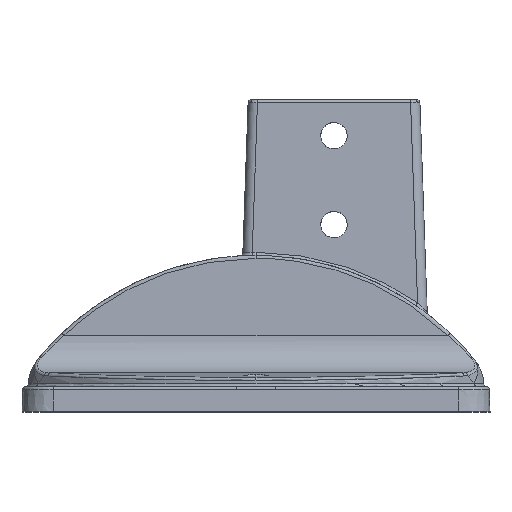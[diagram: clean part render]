
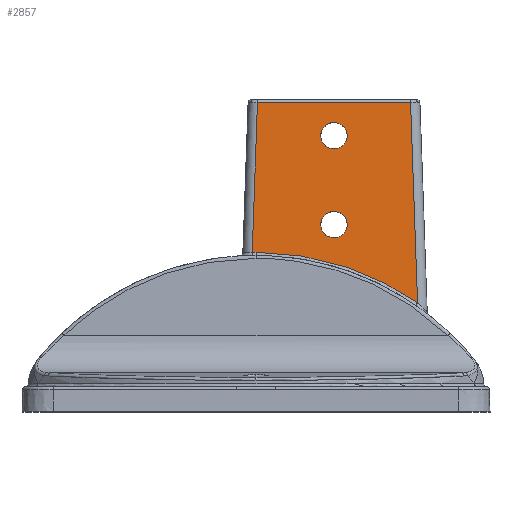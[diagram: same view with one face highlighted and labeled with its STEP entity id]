
A CAD part, top view. The second image highlights one B-rep face of the part: STEP entity #2857.
In plain terms, the highlighted planar face has unit normal (0, 0.035, 0.999).
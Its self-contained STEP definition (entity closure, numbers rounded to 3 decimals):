
#97 = VERTEX_POINT ( 'NONE', #6039 ) ;
#409 = VECTOR ( 'NONE', #452, 1000. ) ;
#448 = DIRECTION ( 'NONE',  ( -0.035, -0.999, 0.035 ) ) ;
#452 = DIRECTION ( 'NONE',  ( -1., 0., 0. ) ) ;
#753 = CARTESIAN_POINT ( 'NONE',  ( 4.25, 97.001, 27.605 ) ) ;
#758 = CARTESIAN_POINT ( 'NONE',  ( 4.25, 60.001, 28.897 ) ) ;
#795 = CARTESIAN_POINT ( 'NONE',  ( -24.536, 99.035, 27.534 ) ) ;
#967 = ORIENTED_EDGE ( 'NONE', *, *, #2611, .T. ) ;
#1146 = EDGE_CURVE ( 'NONE', #9523, #6913, #5993, .T. ) ;
#1333 = ORIENTED_EDGE ( 'NONE', *, *, #9274, .T. ) ;
#1522 = CARTESIAN_POINT ( 'NONE',  ( 4.25, 88.501, 27.902 ) ) ;
#1618 = CARTESIAN_POINT ( 'NONE',  ( -4.25, 51.501, 29.194 ) ) ;
#1659 = EDGE_CURVE ( 'NONE', #4405, #8800, #7129, .T. ) ;
#1778 = CARTESIAN_POINT ( 'NONE',  ( 11.442, 45.527, 29.402 ) ) ;
#1860 = CARTESIAN_POINT ( 'NONE',  ( 4.25, 68.501, 28.6 ) ) ;
#1903 = CARTESIAN_POINT ( 'NONE',  ( -4.25, 80.001, 28.198 ) ) ;
#1925 = CARTESIAN_POINT ( 'NONE',  ( -27.5, 100., 27.5 ) ) ;
#1941 = CARTESIAN_POINT ( 'NONE',  ( -24.505, 99.896, 27.504 ) ) ;
#2213 = FACE_OUTER_BOUND ( 'NONE', #7228, .T. ) ;
#2234 = CARTESIAN_POINT ( 'NONE',  ( -26.21, 51.075, 29.208 ) ) ;
#2349 = CARTESIAN_POINT ( 'NONE',  ( -4.25, 88.501, 27.902 ) ) ;
#2611 = EDGE_CURVE ( 'NONE', #4423, #7047, #5062, .T. ) ;
#2622 = CARTESIAN_POINT ( 'NONE',  ( 4.25, 80.001, 28.198 ) ) ;
#2666 = LINE ( 'NONE', #8035, #409 ) ;
#2693 = DIRECTION ( 'NONE',  ( 0., -0.999, 0.035 ) ) ;
#2857 = ADVANCED_FACE ( 'NONE', ( #6265, #8056, #2213 ), #4164, .T. ) ;
#3108 = LINE ( 'NONE', #5215, #8725 ) ;
#3229 = ORIENTED_EDGE ( 'NONE', *, *, #5022, .T. ) ;
#3258 = ORIENTED_EDGE ( 'NONE', *, *, #5093, .T. ) ;
#3493 =( BOUNDED_CURVE ( )  B_SPLINE_CURVE ( 3, ( #9375, #4786, #1778, #7101 ),
 .UNSPECIFIED., .F., .T. ) 
 B_SPLINE_CURVE_WITH_KNOTS ( ( 4, 4 ),
 ( 0., 0.605 ),
 .UNSPECIFIED. ) 
 CURVE ( )  GEOMETRIC_REPRESENTATION_ITEM ( )  RATIONAL_B_SPLINE_CURVE ( ( 1., 0.97, 0.97, 1. ) ) 
 REPRESENTATION_ITEM ( '' )  );
#3786 = CARTESIAN_POINT ( 'NONE',  ( -4.25, 97.001, 27.605 ) ) ;
#4017 = CARTESIAN_POINT ( 'NONE',  ( -4.25, 60.001, 28.897 ) ) ;
#4095 =( BOUNDED_CURVE ( )  B_SPLINE_CURVE ( 3, ( #5645, #7857, #1860, #7185 ),
 .UNSPECIFIED., .F., .F. ) 
 B_SPLINE_CURVE_WITH_KNOTS ( ( 4, 4 ),
 ( 1.571, 4.712 ),
 .UNSPECIFIED. ) 
 CURVE ( )  GEOMETRIC_REPRESENTATION_ITEM ( )  RATIONAL_B_SPLINE_CURVE ( ( 1., 0.333, 0.333, 1. ) ) 
 REPRESENTATION_ITEM ( '' )  );
#4164 = PLANE ( 'NONE',  #5303 ) ;
#4377 =( BOUNDED_CURVE ( )  B_SPLINE_CURVE ( 3, ( #2234, #5255, #9831, #7576 ),
 .UNSPECIFIED., .F., .F. ) 
 B_SPLINE_CURVE_WITH_KNOTS ( ( 4, 4 ),
 ( 6.27, 6.283 ),
 .UNSPECIFIED. ) 
 CURVE ( )  GEOMETRIC_REPRESENTATION_ITEM ( )  RATIONAL_B_SPLINE_CURVE ( ( 1., 1., 1., 1. ) ) 
 REPRESENTATION_ITEM ( '' )  );
#4405 = VERTEX_POINT ( 'NONE', #795 ) ;
#4423 = VERTEX_POINT ( 'NONE', #2349 ) ;
#4786 = CARTESIAN_POINT ( 'NONE',  ( -6.356, 51.084, 29.208 ) ) ;
#4914 = CARTESIAN_POINT ( 'NONE',  ( 4.25, 88.501, 27.902 ) ) ;
#5022 = EDGE_CURVE ( 'NONE', #6913, #9523, #4095, .T. ) ;
#5062 =( BOUNDED_CURVE ( )  B_SPLINE_CURVE ( 3, ( #6061, #3786, #753, #1522 ),
 .UNSPECIFIED., .F., .T. ) 
 B_SPLINE_CURVE_WITH_KNOTS ( ( 4, 4 ),
 ( 1.571, 4.712 ),
 .UNSPECIFIED. ) 
 CURVE ( )  GEOMETRIC_REPRESENTATION_ITEM ( )  RATIONAL_B_SPLINE_CURVE ( ( 1., 0.333, 0.333, 1. ) ) 
 REPRESENTATION_ITEM ( '' )  );
#5086 = VECTOR ( 'NONE', #448, 1000. ) ;
#5093 = EDGE_CURVE ( 'NONE', #97, #4405, #2666, .T. ) ;
#5215 = CARTESIAN_POINT ( 'NONE',  ( 24.439, 101.812, 27.437 ) ) ;
#5255 = CARTESIAN_POINT ( 'NONE',  ( -25.807, 51.081, 29.208 ) ) ;
#5303 = AXIS2_PLACEMENT_3D ( 'NONE', #1925, #7258, #2693 ) ;
#5312 = ORIENTED_EDGE ( 'NONE', *, *, #1146, .T. ) ;
#5385 = EDGE_LOOP ( 'NONE', ( #7696, #967 ) ) ;
#5439 = EDGE_CURVE ( 'NONE', #8800, #8968, #4377, .T. ) ;
#5560 = CARTESIAN_POINT ( 'NONE',  ( -26.21, 51.075, 29.208 ) ) ;
#5645 = CARTESIAN_POINT ( 'NONE',  ( -4.25, 60.001, 28.897 ) ) ;
#5886 = ORIENTED_EDGE ( 'NONE', *, *, #5439, .T. ) ;
#5993 =( BOUNDED_CURVE ( )  B_SPLINE_CURVE ( 3, ( #8581, #7817, #1618, #4017 ),
 .UNSPECIFIED., .F., .T. ) 
 B_SPLINE_CURVE_WITH_KNOTS ( ( 4, 4 ),
 ( 4.712, 7.854 ),
 .UNSPECIFIED. ) 
 CURVE ( )  GEOMETRIC_REPRESENTATION_ITEM ( )  RATIONAL_B_SPLINE_CURVE ( ( 1., 0.333, 0.333, 1. ) ) 
 REPRESENTATION_ITEM ( '' )  );
#6039 = CARTESIAN_POINT ( 'NONE',  ( 24.536, 99.035, 27.534 ) ) ;
#6061 = CARTESIAN_POINT ( 'NONE',  ( -4.25, 88.501, 27.902 ) ) ;
#6265 = FACE_BOUND ( 'NONE', #7434, .T. ) ;
#6508 =( BOUNDED_CURVE ( )  B_SPLINE_CURVE ( 3, ( #4914, #2622, #1903, #7236 ),
 .UNSPECIFIED., .F., .F. ) 
 B_SPLINE_CURVE_WITH_KNOTS ( ( 4, 4 ),
 ( 4.712, 7.854 ),
 .UNSPECIFIED. ) 
 CURVE ( )  GEOMETRIC_REPRESENTATION_ITEM ( )  RATIONAL_B_SPLINE_CURVE ( ( 1., 0.333, 0.333, 1. ) ) 
 REPRESENTATION_ITEM ( '' )  );
#6913 = VERTEX_POINT ( 'NONE', #8166 ) ;
#7047 = VERTEX_POINT ( 'NONE', #8310 ) ;
#7101 = CARTESIAN_POINT ( 'NONE',  ( 26.774, 34.919, 29.773 ) ) ;
#7129 = LINE ( 'NONE', #1941, #5086 ) ;
#7185 = CARTESIAN_POINT ( 'NONE',  ( 4.25, 60.001, 28.897 ) ) ;
#7228 = EDGE_LOOP ( 'NONE', ( #7257, #3258, #9685, #5886, #1333 ) ) ;
#7236 = CARTESIAN_POINT ( 'NONE',  ( -4.25, 88.501, 27.902 ) ) ;
#7257 = ORIENTED_EDGE ( 'NONE', *, *, #8557, .T. ) ;
#7258 = DIRECTION ( 'NONE',  ( 0., 0.035, 0.999 ) ) ;
#7434 = EDGE_LOOP ( 'NONE', ( #5312, #3229 ) ) ;
#7467 = DIRECTION ( 'NONE',  ( -0.035, 0.999, -0.035 ) ) ;
#7576 = CARTESIAN_POINT ( 'NONE',  ( -25., 51.084, 29.208 ) ) ;
#7696 = ORIENTED_EDGE ( 'NONE', *, *, #8017, .T. ) ;
#7817 = CARTESIAN_POINT ( 'NONE',  ( 4.25, 51.501, 29.194 ) ) ;
#7857 = CARTESIAN_POINT ( 'NONE',  ( -4.25, 68.501, 28.6 ) ) ;
#8017 = EDGE_CURVE ( 'NONE', #7047, #4423, #6508, .T. ) ;
#8035 = CARTESIAN_POINT ( 'NONE',  ( -27.5, 99.035, 27.534 ) ) ;
#8056 = FACE_BOUND ( 'NONE', #5385, .T. ) ;
#8117 = CARTESIAN_POINT ( 'NONE',  ( -25., 51.084, 29.208 ) ) ;
#8166 = CARTESIAN_POINT ( 'NONE',  ( -4.25, 60.001, 28.897 ) ) ;
#8305 = CARTESIAN_POINT ( 'NONE',  ( 26.774, 34.919, 29.773 ) ) ;
#8310 = CARTESIAN_POINT ( 'NONE',  ( 4.25, 88.501, 27.902 ) ) ;
#8557 = EDGE_CURVE ( 'NONE', #9445, #97, #3108, .T. ) ;
#8581 = CARTESIAN_POINT ( 'NONE',  ( 4.25, 60.001, 28.897 ) ) ;
#8725 = VECTOR ( 'NONE', #7467, 1000. ) ;
#8800 = VERTEX_POINT ( 'NONE', #5560 ) ;
#8968 = VERTEX_POINT ( 'NONE', #8117 ) ;
#9274 = EDGE_CURVE ( 'NONE', #8968, #9445, #3493, .T. ) ;
#9375 = CARTESIAN_POINT ( 'NONE',  ( -25., 51.084, 29.208 ) ) ;
#9445 = VERTEX_POINT ( 'NONE', #8305 ) ;
#9523 = VERTEX_POINT ( 'NONE', #758 ) ;
#9685 = ORIENTED_EDGE ( 'NONE', *, *, #1659, .T. ) ;
#9831 = CARTESIAN_POINT ( 'NONE',  ( -25.403, 51.084, 29.208 ) ) ;
